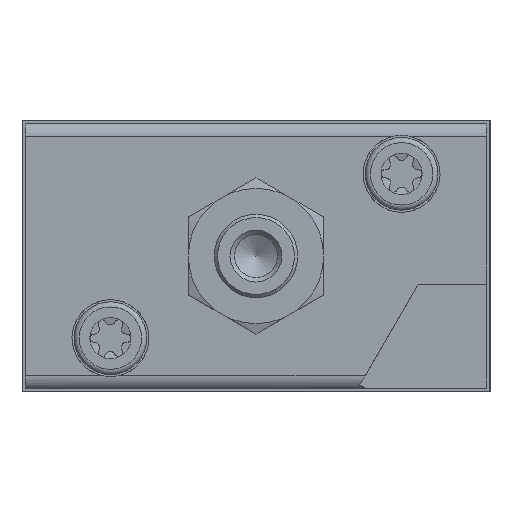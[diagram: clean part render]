
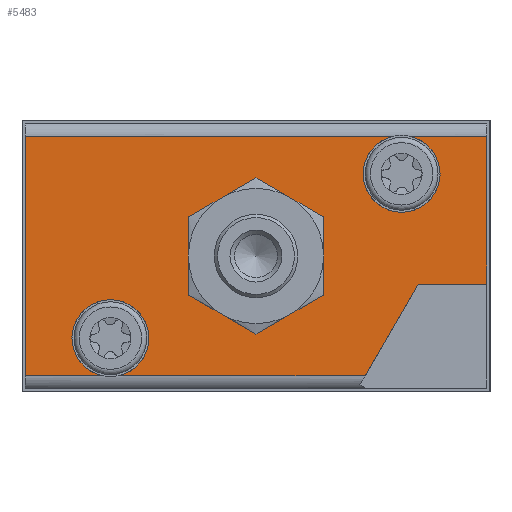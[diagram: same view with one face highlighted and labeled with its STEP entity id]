
A CAD part, left-side view. The second image highlights one B-rep face of the part: STEP entity #5483.
In plain terms, the highlighted planar face has unit normal (-1, 0, 0).
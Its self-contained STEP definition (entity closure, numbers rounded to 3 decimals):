
#32=PLANE('',#5894);
#194=LINE('',#8731,#564);
#196=LINE('',#8741,#566);
#197=LINE('',#8749,#567);
#199=LINE('',#8757,#569);
#213=LINE('',#8820,#583);
#214=LINE('',#8822,#584);
#215=LINE('',#8824,#585);
#216=LINE('',#8826,#586);
#564=VECTOR('',#6542,1000.);
#566=VECTOR('',#6550,1000.);
#567=VECTOR('',#6553,1000.);
#569=VECTOR('',#6559,1000.);
#583=VECTOR('',#6613,1000.);
#584=VECTOR('',#6614,1000.);
#585=VECTOR('',#6615,1000.);
#586=VECTOR('',#6618,1000.);
#1099=CIRCLE('',#5895,3.7);
#1100=CIRCLE('',#5896,3.7);
#1101=CIRCLE('',#5897,6.5);
#1102=CIRCLE('',#5898,6.5);
#1103=CIRCLE('',#5899,6.5);
#1104=CIRCLE('',#5900,6.5);
#1105=CIRCLE('',#5901,6.5);
#1106=CIRCLE('',#5902,6.5);
#1512=ORIENTED_EDGE('',*,*,#3160,.F.);
#1513=ORIENTED_EDGE('',*,*,#3126,.T.);
#1514=ORIENTED_EDGE('',*,*,#3161,.T.);
#1515=ORIENTED_EDGE('',*,*,#3162,.T.);
#1516=ORIENTED_EDGE('',*,*,#3163,.F.);
#1517=ORIENTED_EDGE('',*,*,#3128,.F.);
#1518=ORIENTED_EDGE('',*,*,#3164,.F.);
#1519=ORIENTED_EDGE('',*,*,#3132,.F.);
#1520=ORIENTED_EDGE('',*,*,#3165,.T.);
#1521=ORIENTED_EDGE('',*,*,#3121,.T.);
#1522=ORIENTED_EDGE('',*,*,#3166,.F.);
#1523=ORIENTED_EDGE('',*,*,#3167,.F.);
#1524=ORIENTED_EDGE('',*,*,#3168,.F.);
#1525=ORIENTED_EDGE('',*,*,#3169,.F.);
#1526=ORIENTED_EDGE('',*,*,#3170,.F.);
#1527=ORIENTED_EDGE('',*,*,#3171,.F.);
#3121=EDGE_CURVE('',#3923,#3921,#194,.T.);
#3126=EDGE_CURVE('',#3922,#3927,#196,.T.);
#3128=EDGE_CURVE('',#3928,#3930,#197,.T.);
#3132=EDGE_CURVE('',#3933,#3929,#199,.T.);
#3160=EDGE_CURVE('',#3922,#3921,#1099,.T.);
#3161=EDGE_CURVE('',#3927,#3959,#213,.T.);
#3162=EDGE_CURVE('',#3959,#3960,#214,.T.);
#3163=EDGE_CURVE('',#3930,#3960,#215,.T.);
#3164=EDGE_CURVE('',#3929,#3928,#1100,.T.);
#3165=EDGE_CURVE('',#3933,#3923,#216,.T.);
#3166=EDGE_CURVE('',#3961,#3962,#1101,.F.);
#3167=EDGE_CURVE('',#3963,#3961,#1102,.F.);
#3168=EDGE_CURVE('',#3964,#3963,#1103,.F.);
#3169=EDGE_CURVE('',#3965,#3964,#1104,.F.);
#3170=EDGE_CURVE('',#3966,#3965,#1105,.F.);
#3171=EDGE_CURVE('',#3962,#3966,#1106,.F.);
#3921=VERTEX_POINT('',#8729);
#3922=VERTEX_POINT('',#8730);
#3923=VERTEX_POINT('',#8732);
#3927=VERTEX_POINT('',#8740);
#3928=VERTEX_POINT('',#8747);
#3929=VERTEX_POINT('',#8748);
#3930=VERTEX_POINT('',#8750);
#3933=VERTEX_POINT('',#8756);
#3959=VERTEX_POINT('',#8821);
#3960=VERTEX_POINT('',#8823);
#3961=VERTEX_POINT('',#8828);
#3962=VERTEX_POINT('',#8829);
#3963=VERTEX_POINT('',#8831);
#3964=VERTEX_POINT('',#8833);
#3965=VERTEX_POINT('',#8835);
#3966=VERTEX_POINT('',#8837);
#4574=EDGE_LOOP('',(#1512,#1513,#1514,#1515,#1516,#1517,#1518,#1519,#1520,
#1521));
#4575=EDGE_LOOP('',(#1522,#1523,#1524,#1525,#1526,#1527));
#4998=FACE_BOUND('',#4574,.T.);
#4999=FACE_BOUND('',#4575,.T.);
#5483=ADVANCED_FACE('',(#4998,#4999),#32,.F.);
#5894=AXIS2_PLACEMENT_3D('',#8818,#6609,#6610);
#5895=AXIS2_PLACEMENT_3D('',#8819,#6611,#6612);
#5896=AXIS2_PLACEMENT_3D('',#8825,#6616,#6617);
#5897=AXIS2_PLACEMENT_3D('',#8827,#6619,#6620);
#5898=AXIS2_PLACEMENT_3D('',#8830,#6621,#6622);
#5899=AXIS2_PLACEMENT_3D('',#8832,#6623,#6624);
#5900=AXIS2_PLACEMENT_3D('',#8834,#6625,#6626);
#5901=AXIS2_PLACEMENT_3D('',#8836,#6627,#6628);
#5902=AXIS2_PLACEMENT_3D('',#8838,#6629,#6630);
#6542=DIRECTION('',(0.,-1.,0.));
#6550=DIRECTION('',(0.,-1.,0.));
#6553=DIRECTION('',(0.,-1.,0.));
#6559=DIRECTION('',(0.,-1.,0.));
#6609=DIRECTION('',(1.,0.,0.));
#6610=DIRECTION('',(0.,0.,-1.));
#6611=DIRECTION('',(-1.,0.,0.));
#6612=DIRECTION('',(0.,0.,1.));
#6613=DIRECTION('',(0.,-0.5,0.866));
#6614=DIRECTION('',(0.,-1.,0.));
#6615=DIRECTION('',(0.,0.,-1.));
#6616=DIRECTION('',(-1.,0.,0.));
#6617=DIRECTION('',(0.,0.,1.));
#6618=DIRECTION('',(0.,0.,-1.));
#6619=DIRECTION('',(1.,0.,0.));
#6620=DIRECTION('',(0.,0.,-1.));
#6621=DIRECTION('',(1.,0.,0.));
#6622=DIRECTION('',(0.,0.,-1.));
#6623=DIRECTION('',(1.,0.,0.));
#6624=DIRECTION('',(0.,0.,-1.));
#6625=DIRECTION('',(1.,0.,0.));
#6626=DIRECTION('',(0.,0.,-1.));
#6627=DIRECTION('',(1.,0.,0.));
#6628=DIRECTION('',(0.,0.,-1.));
#6629=DIRECTION('',(1.,0.,0.));
#6630=DIRECTION('',(0.,0.,-1.));
#8729=CARTESIAN_POINT('',(-58.25,37.354,-11.5));
#8730=CARTESIAN_POINT('',(-58.25,35.646,-11.5));
#8731=CARTESIAN_POINT('',(-58.25,45.,-11.5));
#8732=CARTESIAN_POINT('',(-58.25,44.7,-11.5));
#8740=CARTESIAN_POINT('',(-58.25,11.992,-11.5));
#8741=CARTESIAN_POINT('',(-58.25,45.,-11.5));
#8747=CARTESIAN_POINT('',(-58.25,7.646,11.5));
#8748=CARTESIAN_POINT('',(-58.25,9.354,11.5));
#8749=CARTESIAN_POINT('',(-58.25,45.,11.5));
#8750=CARTESIAN_POINT('',(-58.25,0.3,11.5));
#8756=CARTESIAN_POINT('',(-58.25,44.7,11.5));
#8757=CARTESIAN_POINT('',(-58.25,45.,11.5));
#8818=CARTESIAN_POINT('',(-58.25,44.7,13.));
#8819=CARTESIAN_POINT('',(-58.25,36.5,-7.9));
#8820=CARTESIAN_POINT('',(-58.25,12.512,-12.4));
#8821=CARTESIAN_POINT('',(-58.25,6.912,-2.701));
#8822=CARTESIAN_POINT('',(-58.25,6.912,-2.701));
#8823=CARTESIAN_POINT('',(-58.25,0.3,-2.701));
#8824=CARTESIAN_POINT('',(-58.25,0.3,13.));
#8825=CARTESIAN_POINT('',(-58.25,8.5,7.9));
#8826=CARTESIAN_POINT('',(-58.25,44.7,13.));
#8827=CARTESIAN_POINT('',(-58.25,22.5,0.));
#8828=CARTESIAN_POINT('',(-58.25,16.,0.));
#8829=CARTESIAN_POINT('',(-58.25,19.25,5.629));
#8830=CARTESIAN_POINT('',(-58.25,22.5,0.));
#8831=CARTESIAN_POINT('',(-58.25,19.25,-5.629));
#8832=CARTESIAN_POINT('',(-58.25,22.5,0.));
#8833=CARTESIAN_POINT('',(-58.25,25.75,-5.629));
#8834=CARTESIAN_POINT('',(-58.25,22.5,0.));
#8835=CARTESIAN_POINT('',(-58.25,29.,0.));
#8836=CARTESIAN_POINT('',(-58.25,22.5,0.));
#8837=CARTESIAN_POINT('',(-58.25,25.75,5.629));
#8838=CARTESIAN_POINT('',(-58.25,22.5,0.));
